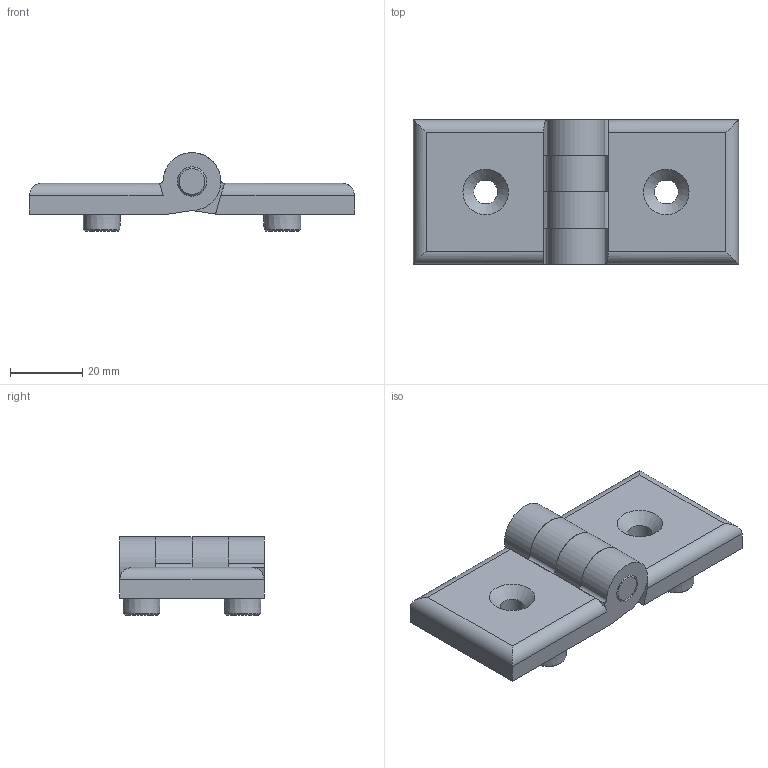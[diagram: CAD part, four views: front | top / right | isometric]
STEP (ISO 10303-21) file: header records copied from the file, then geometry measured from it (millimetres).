
FILE_DESCRIPTION( ( 'STEP AP203' ), '1' );
FILE_NAME( '095KS4545F100.stp', '2021-10-05T07:35:49', ( 'License CC BY-ND 4.0' ), ( 'CADENAS' ), ' ', 'PARTsolutions', ' ' );
FILE_SCHEMA( ( 'CONFIG_CONTROL_DESIGN' ) );
Length unit declared in the file: millimetre
Products named in the file (4): 095KS4545F100; _095KS4545F10_1; _095KS4545F10_p; _095KS4545F10_2
Assembly tree (3 placements, depth 2):
  095KS4545F100
    _095KS4545F10_1
    _095KS4545F10_p
    _095KS4545F10_2
Bounding box: 90 x 40 x 21.79 mm (x, y, z)
Volume: 26259 mm3; surface area: 16006.2 mm2
Topology: 3 solids, 3 shells, 141 faces, 381 edges, 248 vertices
Faces by surface type: cylinder 65, plane 64, cone 12
Full cylindrical faces by diameter (mm): 6.6 x2, 8.1 x5
Entity records: 4527 total; most frequent: CARTESIAN_POINT 815, DIRECTION 794, ORIENTED_EDGE 712, EDGE_CURVE 356, AXIS2_PLACEMENT_3D 309, VERTEX_POINT 242, LINE 176, VECTOR 176
